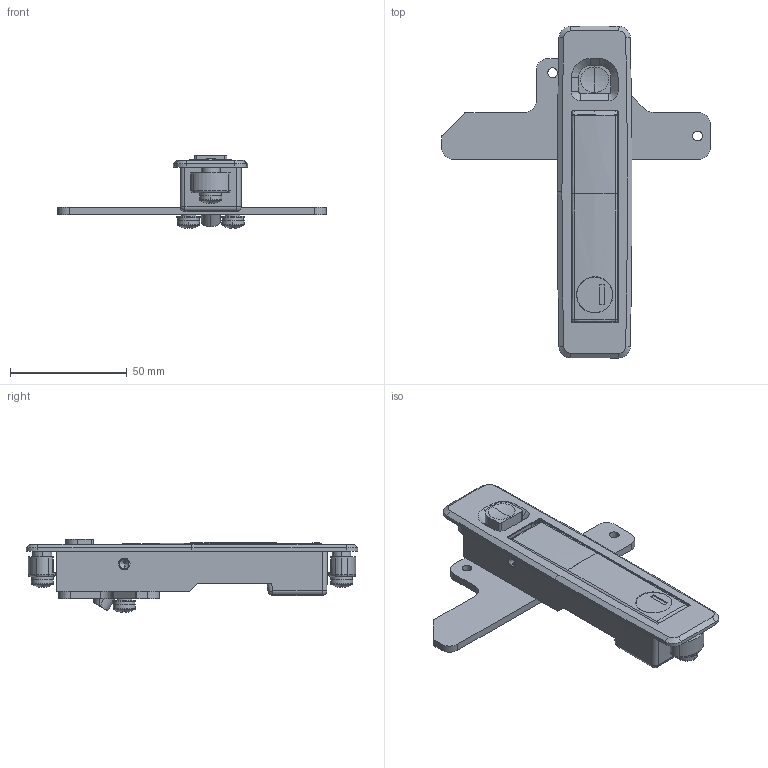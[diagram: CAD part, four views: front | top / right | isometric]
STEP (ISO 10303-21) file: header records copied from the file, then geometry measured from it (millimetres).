
FILE_DESCRIPTION (( 'STEP AP203' ), '1' );
FILE_NAME ('sone3D.STEP', '2017-03-27T04:01:56', ( '' ), ( '' ), 'SwSTEP 2.0', 'SolidWorks 2014', '' );
FILE_SCHEMA (( 'CONFIG_CONTROL_DESIGN' ));
Length unit declared in the file: millimetre
Products named in the file (12): A-160-A-1ƒnƒ“ƒhƒ‹ƒVƒƒƒtƒg; sone3D; A-160-A-1僴儞僪儖_; A-160-A-1僂儔僽僞_; A-160-A-1オワンワッシャー(M5); AC-25-AB-1N_AC-25-AB-1N_; 廫帤寠晅側傋偹偠M5_M5亊8; スプリングワッシャーM5_JIS B 1251 No.2 5; A-160-A-1本体_; 平ワッシャーM5小型丸_JIS B 1256 Small circular 5; A-160-A-1ボタン_; ダミーローター__#TAK60-2-2_
Assembly tree (19 placements, depth 2):
  sone3D
    A-160-A-1本体_
    A-160-A-1ボタン_
    A-160-A-1ƒnƒ“ƒhƒ‹ƒVƒƒƒtƒg
    A-160-A-1僴儞僪儖_
    A-160-A-1僂儔僽僞_
    A-160-A-1オワンワッシャー(M5)  x2
    AC-25-AB-1N_AC-25-AB-1N_
    廫帤寠晅側傋偹偠M5_M5亊8  x4
    スプリングワッシャーM5_JIS B 1251 No.2 5  x4
    平ワッシャーM5小型丸_JIS B 1256 Small circular 5  x2
    ダミーローター__#TAK60-2-2_
Bounding box: 115 x 141.99 x 31.27 mm (x, y, z)
Volume: 59491 mm3; surface area: 41599.9 mm2
Topology: 19 solids, 19 shells, 484 faces, 1219 edges, 781 vertices
Faces by surface type: plane 238, cylinder 164, torus 22, cone 20, sphere 20, bspline 20
Entity records: 13642 total; most frequent: CARTESIAN_POINT 3227, DIRECTION 1893, ORIENTED_EDGE 1864, EDGE_CURVE 932, AXIS2_PLACEMENT_3D 678, VERTEX_POINT 598, VECTOR 537, LINE 537
